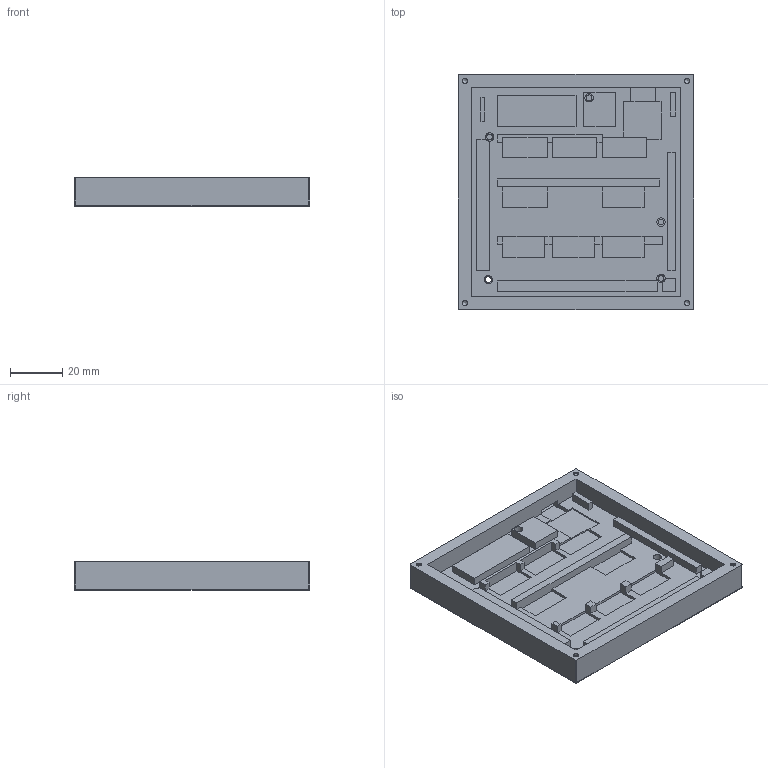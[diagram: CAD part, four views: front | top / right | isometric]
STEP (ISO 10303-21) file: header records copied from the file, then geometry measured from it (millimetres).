
FILE_DESCRIPTION(/* description */ (''),/* implementation_level */ '2;1');
FILE_NAME(/* name */ 'SquarePad_Macro_LowerCaseWName.step',/* time_stamp */ '2025-04-08T23:12:30-04:00',/* author */ (''),/* organization */ (''),/* preprocessor_version */ 'ST-DEVELOPER v20',/* originating_system */ 'Autodesk Translation Framework v13.20.0.188',/* authorisation */ '');
FILE_SCHEMA (('AUTOMOTIVE_DESIGN { 1 0 10303 214 3 1 1 }'));
Length unit declared in the file: millimetre
Products named in the file (2): Untitled; Untitled v5
Assembly tree (1 placements, depth 2):
  Untitled
    Untitled v5
Bounding box: 90 x 90 x 11 mm (x, y, z)
Volume: 46862.1 mm3; surface area: 25770.6 mm2
Topology: 1 solids, 1 shells, 496 faces, 1312 edges, 865 vertices
Faces by surface type: plane 462, cylinder 26, sphere 4, cone 4
Full cylindrical faces by diameter (mm): 2 x4, 2.2 x4, 3.2 x5
Entity records: 15126 total; most frequent: CARTESIAN_POINT 2672, ORIENTED_EDGE 2616, DIRECTION 2357, EDGE_CURVE 1308, LINE 1257, VECTOR 1257, VERTEX_POINT 865, EDGE_LOOP 551
